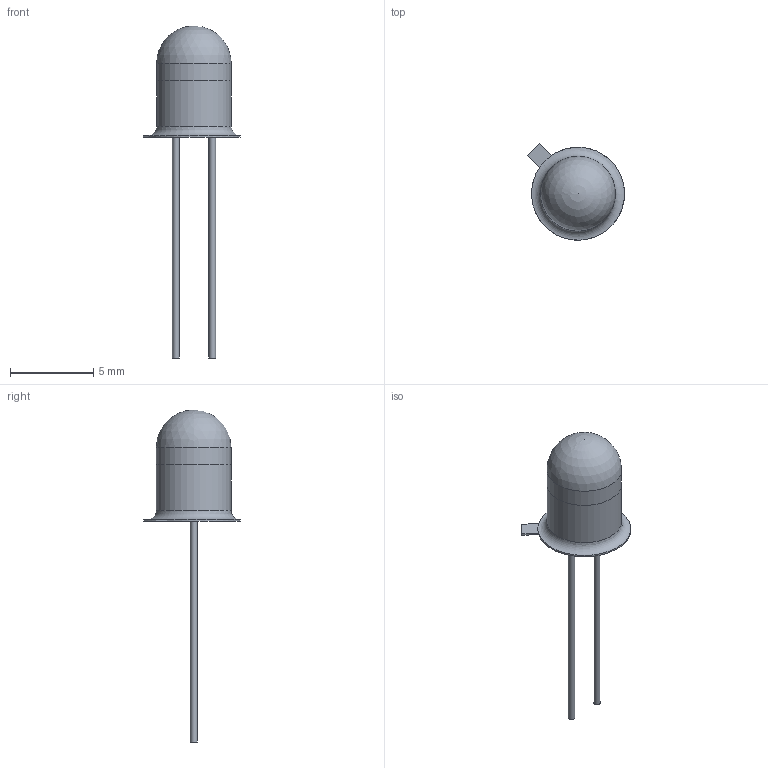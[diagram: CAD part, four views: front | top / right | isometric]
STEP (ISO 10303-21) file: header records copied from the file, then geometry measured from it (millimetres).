
FILE_DESCRIPTION(/* description */ (''),/* implementation_level */ '2;1');
FILE_NAME(/* name */ 'AL402_NEW.step',/* time_stamp */ '2021-08-20T16:19:58+03:00',/* author */ (''),/* organization */ (''),/* preprocessor_version */ 'ST-DEVELOPER v18.1',/* originating_system */ 'Autodesk Translation Framework v10.9.0.1377',/* authorisation */ '');
FILE_SCHEMA (('AUTOMOTIVE_DESIGN { 1 0 10303 214 3 1 1 }'));
Length unit declared in the file: millimetre
Products named in the file (1): AL402_NEW
Bounding box: 5.85 x 5.8 x 20 mm (x, y, z)
Volume: 99.9 mm3; surface area: 277.6 mm2
Topology: 4 solids, 4 shells, 22 faces, 36 edges, 23 vertices
Faces by surface type: plane 12, cylinder 8, torus 1, sphere 1
Full cylindrical faces by diameter (mm): 0.4 x2, 4.2 x2, 4.5 x2
Entity records: 556 total; most frequent: DIRECTION 102, CARTESIAN_POINT 81, ORIENTED_EDGE 70, AXIS2_PLACEMENT_3D 44, EDGE_CURVE 35, EDGE_LOOP 24, VERTEX_POINT 23, FACE_OUTER_BOUND 22
